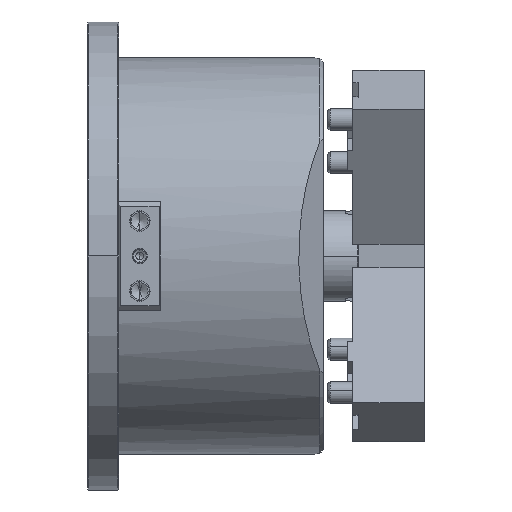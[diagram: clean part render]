
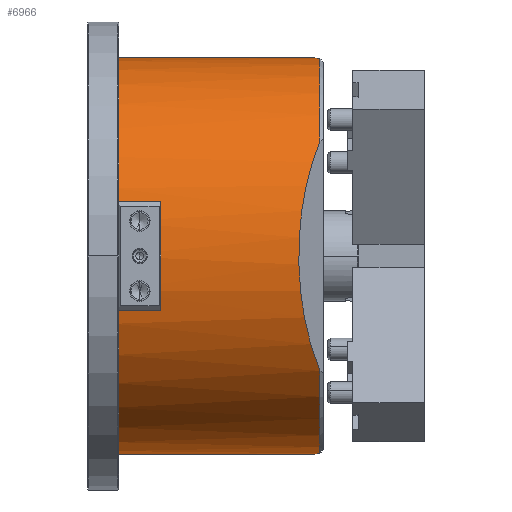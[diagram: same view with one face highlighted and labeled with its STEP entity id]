
A CAD part, front view. The second image highlights one B-rep face of the part: STEP entity #6966.
In plain terms, the highlighted cylindrical face has radius 127 mm (diameter 254 mm), a partial arc.
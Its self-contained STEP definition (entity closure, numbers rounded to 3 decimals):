
#73 = VECTOR ( 'NONE', #4491, 1000. ) ;
#604 = CIRCLE ( 'NONE', #9952, 127. ) ;
#1110 = DIRECTION ( 'NONE',  ( -1., 0., 0. ) ) ;
#1218 = CARTESIAN_POINT ( 'NONE',  ( 129.235, 0., -127. ) ) ;
#1649 =( BOUNDED_CURVE ( )  B_SPLINE_CURVE ( 3, ( #16483, #5017, #10107, #15220 ),
 .UNSPECIFIED., .F., .T. ) 
 B_SPLINE_CURVE_WITH_KNOTS ( ( 4, 4 ),
 ( 5.665, 5.76 ),
 .UNSPECIFIED. ) 
 CURVE ( )  GEOMETRIC_REPRESENTATION_ITEM ( )  RATIONAL_B_SPLINE_CURVE ( ( 1., 0.999, 0.999, 1. ) ) 
 REPRESENTATION_ITEM ( '' )  );
#2334 = CARTESIAN_POINT ( 'NONE',  ( 130.397, -4.024, -127. ) ) ;
#2355 = FACE_OUTER_BOUND ( 'NONE', #12763, .T. ) ;
#2435 = AXIS2_PLACEMENT_3D ( 'NONE', #5796, #10884, #15987 ) ;
#2918 = EDGE_CURVE ( 'NONE', #14313, #7766, #8801, .T. ) ;
#3407 = CARTESIAN_POINT ( 'NONE',  ( 133., 0., 0. ) ) ;
#3422 = VERTEX_POINT ( 'NONE', #8206 ) ;
#3712 = DIRECTION ( 'NONE',  ( -1., 0., 0. ) ) ;
#3733 = CARTESIAN_POINT ( 'NONE',  ( 133., -12.05, 126.427 ) ) ;
#4118 = CARTESIAN_POINT ( 'NONE',  ( 1., 0., 127. ) ) ;
#4126 = CARTESIAN_POINT ( 'NONE',  ( 114.244, -135.951, -28.01 ) ) ;
#4491 = DIRECTION ( 'NONE',  ( -1., 0., 0. ) ) ;
#4608 = ORIENTED_EDGE ( 'NONE', *, *, #13820, .T. ) ;
#4678 = VERTEX_POINT ( 'NONE', #1218 ) ;
#5017 = CARTESIAN_POINT ( 'NONE',  ( 131.653, -8.044, 126.809 ) ) ;
#5041 = ORIENTED_EDGE ( 'NONE', *, *, #2918, .T. ) ;
#5267 = VERTEX_POINT ( 'NONE', #4118 ) ;
#5796 = CARTESIAN_POINT ( 'NONE',  ( 1., 0., 0. ) ) ;
#6079 = LINE ( 'NONE', #11180, #13669 ) ;
#6234 = DIRECTION ( 'NONE',  ( 0., 0., 1. ) ) ;
#6496 = VERTEX_POINT ( 'NONE', #12617 ) ;
#6966 = ADVANCED_FACE ( 'NONE', ( #2355 ), #7460, .T. ) ;
#7218 = CARTESIAN_POINT ( 'NONE',  ( 133., -103.464, 73.649 ) ) ;
#7437 = CARTESIAN_POINT ( 'NONE',  ( 131.653, -8.044, -126.809 ) ) ;
#7460 = CYLINDRICAL_SURFACE ( 'NONE', #7506, 127. ) ;
#7506 = AXIS2_PLACEMENT_3D ( 'NONE', #12594, #1110, #6234 ) ;
#7766 = VERTEX_POINT ( 'NONE', #3733 ) ;
#8206 = CARTESIAN_POINT ( 'NONE',  ( 133., -103.464, -73.649 ) ) ;
#8507 = DIRECTION ( 'NONE',  ( -1., 0., 0. ) ) ;
#8528 = EDGE_CURVE ( 'NONE', #5267, #14842, #13951, .T. ) ;
#8801 = CIRCLE ( 'NONE', #16005, 127. ) ;
#8808 = DIRECTION ( 'NONE',  ( 0., 0., 1. ) ) ;
#9123 = EDGE_CURVE ( 'NONE', #4678, #6496, #16511, .T. ) ;
#9163 = EDGE_CURVE ( 'NONE', #7766, #15914, #1649, .T. ) ;
#9218 = CARTESIAN_POINT ( 'NONE',  ( 114.244, -135.951, 28.01 ) ) ;
#9952 = AXIS2_PLACEMENT_3D ( 'NONE', #3407, #8507, #13630 ) ;
#10107 = CARTESIAN_POINT ( 'NONE',  ( 130.397, -4.024, 127. ) ) ;
#10456 = ORIENTED_EDGE ( 'NONE', *, *, #11404, .F. ) ;
#10610 = ORIENTED_EDGE ( 'NONE', *, *, #9123, .T. ) ;
#10823 = ORIENTED_EDGE ( 'NONE', *, *, #13906, .T. ) ;
#10856 = LINE ( 'NONE', #15954, #73 ) ;
#10884 = DIRECTION ( 'NONE',  ( 1., 0., 0. ) ) ;
#11180 = CARTESIAN_POINT ( 'NONE',  ( -73.258, 0., -127. ) ) ;
#11404 = EDGE_CURVE ( 'NONE', #4678, #14842, #6079, .T. ) ;
#11539 = EDGE_CURVE ( 'NONE', #3422, #14313, #13631, .T. ) ;
#12566 = CARTESIAN_POINT ( 'NONE',  ( 133., -12.05, -126.427 ) ) ;
#12594 = CARTESIAN_POINT ( 'NONE',  ( -73.258, 0., 0. ) ) ;
#12617 = CARTESIAN_POINT ( 'NONE',  ( 133., -12.05, -126.427 ) ) ;
#12743 = ORIENTED_EDGE ( 'NONE', *, *, #11539, .T. ) ;
#12763 = EDGE_LOOP ( 'NONE', ( #10456, #10610, #10823, #12743, #5041, #16426, #4608, #14976 ) ) ;
#13491 = CARTESIAN_POINT ( 'NONE',  ( 1., 0., -127. ) ) ;
#13630 = DIRECTION ( 'NONE',  ( 0., 0., 1. ) ) ;
#13631 =( BOUNDED_CURVE ( )  B_SPLINE_CURVE ( 3, ( #15584, #4126, #9218, #14330 ),
 .UNSPECIFIED., .F., .T. ) 
 B_SPLINE_CURVE_WITH_KNOTS ( ( 4, 4 ),
 ( 5.665, 6.902 ),
 .UNSPECIFIED. ) 
 CURVE ( )  GEOMETRIC_REPRESENTATION_ITEM ( )  RATIONAL_B_SPLINE_CURVE ( ( 1., 0.876, 0.876, 1. ) ) 
 REPRESENTATION_ITEM ( '' )  );
#13669 = VECTOR ( 'NONE', #16281, 1000. ) ;
#13817 = CARTESIAN_POINT ( 'NONE',  ( 129.235, 0., -127. ) ) ;
#13820 = EDGE_CURVE ( 'NONE', #15914, #5267, #10856, .T. ) ;
#13906 = EDGE_CURVE ( 'NONE', #6496, #3422, #604, .T. ) ;
#13951 = CIRCLE ( 'NONE', #2435, 127. ) ;
#14313 = VERTEX_POINT ( 'NONE', #7218 ) ;
#14330 = CARTESIAN_POINT ( 'NONE',  ( 133., -103.464, 73.649 ) ) ;
#14842 = VERTEX_POINT ( 'NONE', #13491 ) ;
#14976 = ORIENTED_EDGE ( 'NONE', *, *, #8528, .T. ) ;
#15119 = CARTESIAN_POINT ( 'NONE',  ( 129.235, 0., 127. ) ) ;
#15178 = CARTESIAN_POINT ( 'NONE',  ( 133., 0., 0. ) ) ;
#15220 = CARTESIAN_POINT ( 'NONE',  ( 129.235, 0., 127. ) ) ;
#15584 = CARTESIAN_POINT ( 'NONE',  ( 133., -103.464, -73.649 ) ) ;
#15914 = VERTEX_POINT ( 'NONE', #15119 ) ;
#15954 = CARTESIAN_POINT ( 'NONE',  ( -73.258, 0., 127. ) ) ;
#15987 = DIRECTION ( 'NONE',  ( 0., 0., -1. ) ) ;
#16005 = AXIS2_PLACEMENT_3D ( 'NONE', #15178, #3712, #8808 ) ;
#16281 = DIRECTION ( 'NONE',  ( -1., 0., 0. ) ) ;
#16426 = ORIENTED_EDGE ( 'NONE', *, *, #9163, .T. ) ;
#16483 = CARTESIAN_POINT ( 'NONE',  ( 133., -12.05, 126.427 ) ) ;
#16511 =( BOUNDED_CURVE ( )  B_SPLINE_CURVE ( 3, ( #13817, #2334, #7437, #12566 ),
 .UNSPECIFIED., .F., .T. ) 
 B_SPLINE_CURVE_WITH_KNOTS ( ( 4, 4 ),
 ( 0.524, 0.619 ),
 .UNSPECIFIED. ) 
 CURVE ( )  GEOMETRIC_REPRESENTATION_ITEM ( )  RATIONAL_B_SPLINE_CURVE ( ( 1., 0.999, 0.999, 1. ) ) 
 REPRESENTATION_ITEM ( '' )  );
